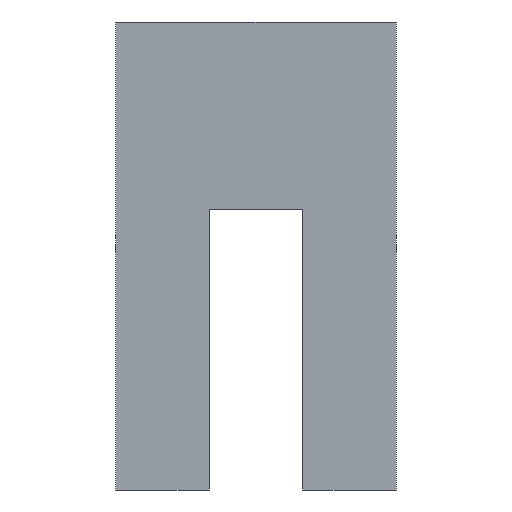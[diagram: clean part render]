
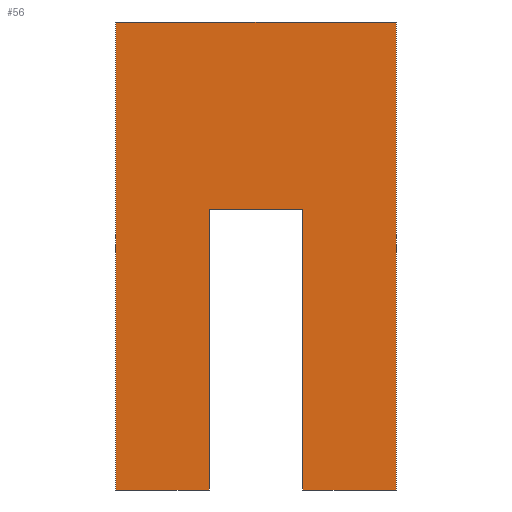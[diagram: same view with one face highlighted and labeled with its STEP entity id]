
A CAD part, left-side view. The second image highlights one B-rep face of the part: STEP entity #56.
In plain terms, the highlighted planar face has unit normal (-1, 0, 0).
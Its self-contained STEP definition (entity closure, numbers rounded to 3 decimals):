
#56=ADVANCED_FACE('',(#84),#86,.T.);
#84=FACE_BOUND('',#85,.T.);
#85=EDGE_LOOP('',(#149,#150,#151,#152,#153,#154,#155,#156));
#86=PLANE('',#87);
#87=AXIS2_PLACEMENT_3D('',#88,#89,#90);
#88=CARTESIAN_POINT('',(-2.,0.,0.));
#89=DIRECTION('',(-1.,0.,0.));
#90=DIRECTION('',(0.,-1.,0.));
#149=ORIENTED_EDGE('',*,*,#195,.T.);
#150=ORIENTED_EDGE('',*,*,#196,.T.);
#151=ORIENTED_EDGE('',*,*,#184,.T.);
#152=ORIENTED_EDGE('',*,*,#197,.T.);
#153=ORIENTED_EDGE('',*,*,#198,.F.);
#154=ORIENTED_EDGE('',*,*,#199,.F.);
#155=ORIENTED_EDGE('',*,*,#186,.T.);
#156=ORIENTED_EDGE('',*,*,#200,.T.);
#184=EDGE_CURVE('',#205,#210,#212,.T.);
#186=EDGE_CURVE('',#216,#214,#217,.T.);
#195=EDGE_CURVE('',#231,#232,#233,.F.);
#196=EDGE_CURVE('',#232,#205,#234,.F.);
#197=EDGE_CURVE('',#210,#235,#236,.T.);
#198=EDGE_CURVE('',#237,#235,#238,.T.);
#199=EDGE_CURVE('',#216,#237,#239,.T.);
#200=EDGE_CURVE('',#214,#231,#240,.F.);
#205=VERTEX_POINT('',#245);
#210=VERTEX_POINT('',#254);
#212=LINE('',#258,#259);
#214=VERTEX_POINT('',#262);
#216=VERTEX_POINT('',#266);
#217=LINE('',#267,#268);
#231=VERTEX_POINT('',#299);
#232=VERTEX_POINT('',#300);
#233=LINE('',#301,#302);
#234=LINE('',#304,#305);
#235=VERTEX_POINT('',#307);
#236=LINE('',#308,#309);
#237=VERTEX_POINT('',#311);
#238=LINE('',#312,#313);
#239=LINE('',#315,#316);
#240=LINE('',#318,#319);
#245=CARTESIAN_POINT('',(-2.,-4.,0.));
#254=CARTESIAN_POINT('',(-2.,-6.,0.));
#258=CARTESIAN_POINT('',(-2.,-4.,0.));
#259=VECTOR('',#260,1.);
#260=DIRECTION('',(0.,-1.,0.));
#262=CARTESIAN_POINT('',(-2.,-2.,0.));
#266=CARTESIAN_POINT('',(-2.,0.,0.));
#267=CARTESIAN_POINT('',(-2.,0.,0.));
#268=VECTOR('',#269,1.);
#269=DIRECTION('',(0.,-1.,0.));
#299=CARTESIAN_POINT('',(-2.,-2.,6.));
#300=CARTESIAN_POINT('',(-2.,-4.,6.));
#301=CARTESIAN_POINT('',(-2.,-4.,6.));
#302=VECTOR('',#303,1.);
#303=DIRECTION('',(0.,1.,0.));
#304=CARTESIAN_POINT('',(-2.,-4.,0.));
#305=VECTOR('',#306,1.);
#306=DIRECTION('',(0.,0.,1.));
#307=CARTESIAN_POINT('',(-2.,-6.,10.));
#308=CARTESIAN_POINT('',(-2.,-6.,0.));
#309=VECTOR('',#310,1.);
#310=DIRECTION('',(0.,0.,1.));
#311=CARTESIAN_POINT('',(-2.,0.,10.));
#312=CARTESIAN_POINT('',(-2.,0.,10.));
#313=VECTOR('',#314,1.);
#314=DIRECTION('',(0.,-1.,0.));
#315=CARTESIAN_POINT('',(-2.,0.,0.));
#316=VECTOR('',#317,1.);
#317=DIRECTION('',(0.,0.,1.));
#318=CARTESIAN_POINT('',(-2.,-2.,6.));
#319=VECTOR('',#320,1.);
#320=DIRECTION('',(0.,0.,-1.));
